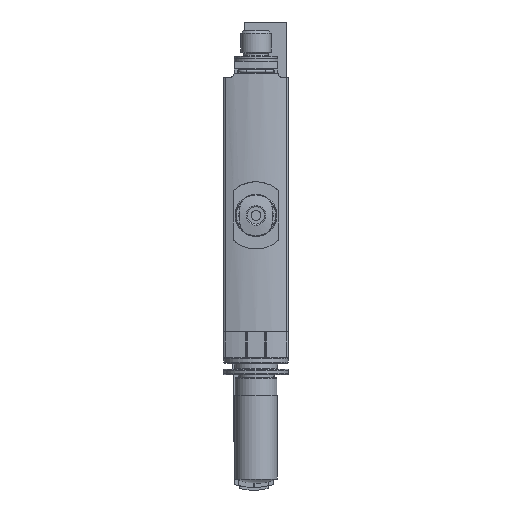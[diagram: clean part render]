
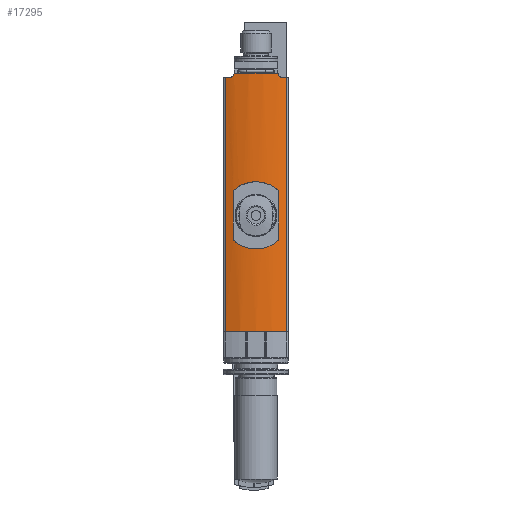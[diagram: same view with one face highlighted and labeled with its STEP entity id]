
A CAD part, front view. The second image highlights one B-rep face of the part: STEP entity #17295.
In plain terms, the highlighted cylindrical face has radius 21 mm (diameter 42 mm), a partial arc.
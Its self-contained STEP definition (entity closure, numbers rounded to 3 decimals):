
#210=B_SPLINE_CURVE_WITH_KNOTS('',3,(#23923,#23924,#23925,#23926,#23927,
#23928,#23929),.UNSPECIFIED.,.F.,.F.,(4,1,1,1,4),(0.,0.003,
0.006,0.008,0.011),
 .UNSPECIFIED.);
#211=B_SPLINE_CURVE_WITH_KNOTS('',3,(#23932,#23933,#23934,#23935),
 .UNSPECIFIED.,.F.,.F.,(4,4),(0.,0.),
 .UNSPECIFIED.);
#212=B_SPLINE_CURVE_WITH_KNOTS('',3,(#23939,#23940,#23941,#23942),
 .UNSPECIFIED.,.F.,.F.,(4,4),(0.,0.),.UNSPECIFIED.);
#213=B_SPLINE_CURVE_WITH_KNOTS('',3,(#23944,#23945,#23946,#23947,#23948,
#23949,#23950),.UNSPECIFIED.,.F.,.F.,(4,1,1,1,4),(0.,0.003,
0.006,0.008,0.011),
 .UNSPECIFIED.);
#214=B_SPLINE_CURVE_WITH_KNOTS('',3,(#23952,#23953,#23954,#23955),
 .UNSPECIFIED.,.F.,.F.,(4,4),(0.,0.),.UNSPECIFIED.);
#215=B_SPLINE_CURVE_WITH_KNOTS('',3,(#23959,#23960,#23961,#23962),
 .UNSPECIFIED.,.F.,.F.,(4,4),(0.,0.),.UNSPECIFIED.);
#216=B_SPLINE_CURVE_WITH_KNOTS('',3,(#23966,#23967,#23968,#23969,#23970),
 .UNSPECIFIED.,.F.,.F.,(4,1,4),(0.,0.001,
0.002),.UNSPECIFIED.);
#217=B_SPLINE_CURVE_WITH_KNOTS('',3,(#23982,#23983,#23984,#23985,#23986),
 .UNSPECIFIED.,.F.,.F.,(4,1,4),(0.,0.001,0.002),
 .UNSPECIFIED.);
#265=CYLINDRICAL_SURFACE('',#18175,21.);
#700=LINE('',#23937,#1835);
#701=LINE('',#23957,#1836);
#702=LINE('',#23974,#1837);
#703=LINE('',#23978,#1838);
#1835=VECTOR('',#19847,1000.);
#1836=VECTOR('',#19848,1000.);
#1837=VECTOR('',#19853,1000.);
#1838=VECTOR('',#19856,1000.);
#3025=ORIENTED_EDGE('',*,*,#6563,.T.);
#3026=ORIENTED_EDGE('',*,*,#6564,.T.);
#3027=ORIENTED_EDGE('',*,*,#6565,.T.);
#3028=ORIENTED_EDGE('',*,*,#6566,.T.);
#3029=ORIENTED_EDGE('',*,*,#6567,.T.);
#3030=ORIENTED_EDGE('',*,*,#6568,.T.);
#3031=ORIENTED_EDGE('',*,*,#6569,.T.);
#3032=ORIENTED_EDGE('',*,*,#6570,.T.);
#3033=ORIENTED_EDGE('',*,*,#6571,.F.);
#3034=ORIENTED_EDGE('',*,*,#6572,.F.);
#3035=ORIENTED_EDGE('',*,*,#6573,.F.);
#3036=ORIENTED_EDGE('',*,*,#6574,.T.);
#3037=ORIENTED_EDGE('',*,*,#6575,.T.);
#3038=ORIENTED_EDGE('',*,*,#6576,.F.);
#3039=ORIENTED_EDGE('',*,*,#6577,.F.);
#3040=ORIENTED_EDGE('',*,*,#6578,.F.);
#6563=EDGE_CURVE('',#8326,#8327,#210,.T.);
#6564=EDGE_CURVE('',#8327,#8328,#211,.T.);
#6565=EDGE_CURVE('',#8328,#8329,#700,.F.);
#6566=EDGE_CURVE('',#8329,#8330,#212,.T.);
#6567=EDGE_CURVE('',#8330,#8331,#213,.T.);
#6568=EDGE_CURVE('',#8331,#8332,#214,.T.);
#6569=EDGE_CURVE('',#8332,#8333,#701,.T.);
#6570=EDGE_CURVE('',#8333,#8326,#215,.T.);
#6571=EDGE_CURVE('',#8334,#8335,#9413,.T.);
#6572=EDGE_CURVE('',#8336,#8334,#216,.T.);
#6573=EDGE_CURVE('',#8337,#8336,#9414,.T.);
#6574=EDGE_CURVE('',#8337,#8338,#702,.T.);
#6575=EDGE_CURVE('',#8338,#8339,#9415,.T.);
#6576=EDGE_CURVE('',#8340,#8339,#703,.T.);
#6577=EDGE_CURVE('',#8341,#8340,#9416,.T.);
#6578=EDGE_CURVE('',#8335,#8341,#217,.T.);
#8326=VERTEX_POINT('',#23930);
#8327=VERTEX_POINT('',#23931);
#8328=VERTEX_POINT('',#23936);
#8329=VERTEX_POINT('',#23938);
#8330=VERTEX_POINT('',#23943);
#8331=VERTEX_POINT('',#23951);
#8332=VERTEX_POINT('',#23956);
#8333=VERTEX_POINT('',#23958);
#8334=VERTEX_POINT('',#23964);
#8335=VERTEX_POINT('',#23965);
#8336=VERTEX_POINT('',#23971);
#8337=VERTEX_POINT('',#23973);
#8338=VERTEX_POINT('',#23975);
#8339=VERTEX_POINT('',#23977);
#8340=VERTEX_POINT('',#23979);
#8341=VERTEX_POINT('',#23981);
#9413=CIRCLE('',#18176,21.);
#9414=CIRCLE('',#18177,21.);
#9415=CIRCLE('',#18178,21.);
#9416=CIRCLE('',#18179,21.);
#9994=EDGE_LOOP('',(#3025,#3026,#3027,#3028,#3029,#3030,#3031,#3032));
#9995=EDGE_LOOP('',(#3033,#3034,#3035,#3036,#3037,#3038,#3039,#3040));
#11101=FACE_BOUND('',#9994,.T.);
#11102=FACE_BOUND('',#9995,.T.);
#17295=ADVANCED_FACE('',(#11101,#11102),#265,.T.);
#18175=AXIS2_PLACEMENT_3D('',#23922,#19845,#19846);
#18176=AXIS2_PLACEMENT_3D('',#23963,#19849,#19850);
#18177=AXIS2_PLACEMENT_3D('',#23972,#19851,#19852);
#18178=AXIS2_PLACEMENT_3D('',#23976,#19854,#19855);
#18179=AXIS2_PLACEMENT_3D('',#23980,#19857,#19858);
#19845=DIRECTION('',(0.,0.,-1.));
#19846=DIRECTION('',(-1.,0.,0.));
#19847=DIRECTION('',(0.,0.,-1.));
#19848=DIRECTION('',(0.,0.,-1.));
#19849=DIRECTION('',(0.,0.,1.));
#19850=DIRECTION('',(1.,0.,0.));
#19851=DIRECTION('',(0.,0.,1.));
#19852=DIRECTION('',(1.,0.,0.));
#19853=DIRECTION('',(0.,0.,-1.));
#19854=DIRECTION('',(0.,0.,1.));
#19855=DIRECTION('',(1.,0.,0.));
#19856=DIRECTION('',(0.,0.,-1.));
#19857=DIRECTION('',(0.,0.,1.));
#19858=DIRECTION('',(1.,0.,0.));
#23922=CARTESIAN_POINT('',(0.,25.915,35.8));
#23923=CARTESIAN_POINT('',(5.075,5.538,-5.923));
#23924=CARTESIAN_POINT('',(4.377,5.364,-6.521));
#23925=CARTESIAN_POINT('',(2.786,5.044,-7.46));
#23926=CARTESIAN_POINT('',(0.004,4.851,-7.969));
#23927=CARTESIAN_POINT('',(-2.779,5.043,-7.464));
#23928=CARTESIAN_POINT('',(-4.377,5.364,-6.521));
#23929=CARTESIAN_POINT('',(-5.075,5.538,-5.923));
#23930=CARTESIAN_POINT('',(5.075,5.538,-5.923));
#23931=CARTESIAN_POINT('',(-5.075,5.538,-5.923));
#23932=CARTESIAN_POINT('',(-5.075,5.538,-5.923));
#23933=CARTESIAN_POINT('',(-5.184,5.565,-5.83));
#23934=CARTESIAN_POINT('',(-5.25,5.582,-5.689));
#23935=CARTESIAN_POINT('',(-5.25,5.582,-5.543));
#23936=CARTESIAN_POINT('',(-5.25,5.582,-5.543));
#23937=CARTESIAN_POINT('',(-5.25,5.582,35.8));
#23938=CARTESIAN_POINT('',(-5.25,5.582,5.543));
#23939=CARTESIAN_POINT('',(-5.25,5.582,5.543));
#23940=CARTESIAN_POINT('',(-5.25,5.582,5.689));
#23941=CARTESIAN_POINT('',(-5.184,5.565,5.83));
#23942=CARTESIAN_POINT('',(-5.075,5.538,5.923));
#23943=CARTESIAN_POINT('',(-5.075,5.538,5.923));
#23944=CARTESIAN_POINT('',(-5.075,5.538,5.923));
#23945=CARTESIAN_POINT('',(-4.377,5.364,6.521));
#23946=CARTESIAN_POINT('',(-2.786,5.044,7.46));
#23947=CARTESIAN_POINT('',(-0.004,4.851,7.969));
#23948=CARTESIAN_POINT('',(2.779,5.043,7.464));
#23949=CARTESIAN_POINT('',(4.377,5.364,6.521));
#23950=CARTESIAN_POINT('',(5.075,5.538,5.923));
#23951=CARTESIAN_POINT('',(5.075,5.538,5.923));
#23952=CARTESIAN_POINT('',(5.075,5.538,5.923));
#23953=CARTESIAN_POINT('',(5.184,5.565,5.83));
#23954=CARTESIAN_POINT('',(5.25,5.582,5.689));
#23955=CARTESIAN_POINT('',(5.25,5.582,5.543));
#23956=CARTESIAN_POINT('',(5.25,5.582,5.543));
#23957=CARTESIAN_POINT('',(5.25,5.582,35.8));
#23958=CARTESIAN_POINT('',(5.25,5.582,-5.543));
#23959=CARTESIAN_POINT('',(5.25,5.582,-5.543));
#23960=CARTESIAN_POINT('',(5.25,5.582,-5.689));
#23961=CARTESIAN_POINT('',(5.184,5.565,-5.83));
#23962=CARTESIAN_POINT('',(5.075,5.538,-5.923));
#23963=CARTESIAN_POINT('',(0.,25.915,33.));
#23964=CARTESIAN_POINT('',(-5.1,5.544,33.));
#23965=CARTESIAN_POINT('',(5.1,5.544,33.));
#23966=CARTESIAN_POINT('',(-6.1,5.82,32.));
#23967=CARTESIAN_POINT('',(-5.842,5.742,32.));
#23968=CARTESIAN_POINT('',(-5.33,5.6,32.205));
#23969=CARTESIAN_POINT('',(-5.1,5.544,32.731));
#23970=CARTESIAN_POINT('',(-5.1,5.544,33.));
#23971=CARTESIAN_POINT('',(-6.1,5.82,32.));
#23972=CARTESIAN_POINT('',(0.,25.915,32.));
#23973=CARTESIAN_POINT('',(-7.171,6.177,32.));
#23974=CARTESIAN_POINT('',(-7.171,6.177,35.8));
#23975=CARTESIAN_POINT('',(-7.171,6.177,-27.));
#23976=CARTESIAN_POINT('',(0.,25.915,-27.));
#23977=CARTESIAN_POINT('',(7.171,6.177,-27.));
#23978=CARTESIAN_POINT('',(7.171,6.177,35.8));
#23979=CARTESIAN_POINT('',(7.171,6.177,32.));
#23980=CARTESIAN_POINT('',(0.,25.915,32.));
#23981=CARTESIAN_POINT('',(6.1,5.82,32.));
#23982=CARTESIAN_POINT('',(5.1,5.544,33.));
#23983=CARTESIAN_POINT('',(5.1,5.544,32.731));
#23984=CARTESIAN_POINT('',(5.329,5.599,32.206));
#23985=CARTESIAN_POINT('',(5.843,5.742,32.));
#23986=CARTESIAN_POINT('',(6.1,5.82,32.));
